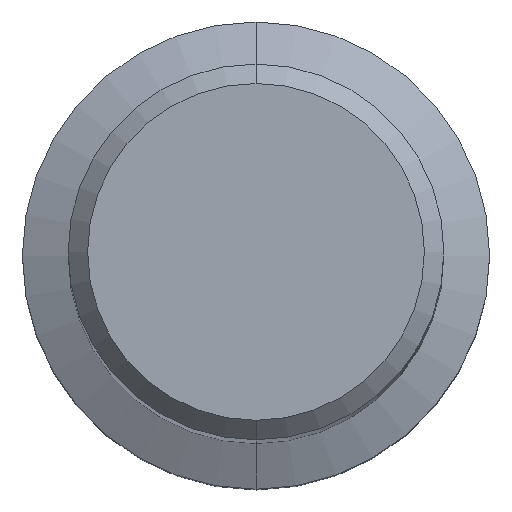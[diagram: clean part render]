
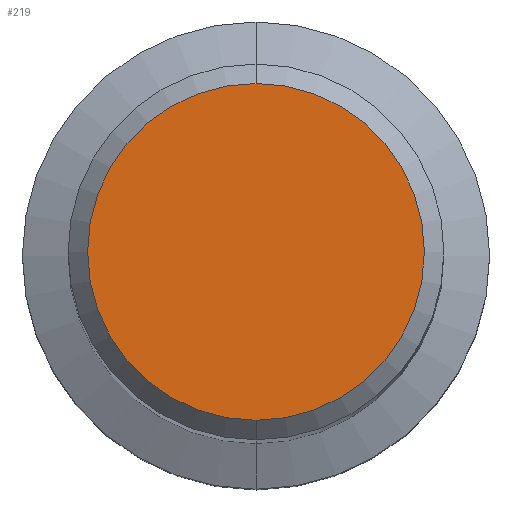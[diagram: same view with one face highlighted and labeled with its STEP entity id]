
A CAD part, top view. The second image highlights one B-rep face of the part: STEP entity #219.
In plain terms, the highlighted planar face has unit normal (0, 0, 1).
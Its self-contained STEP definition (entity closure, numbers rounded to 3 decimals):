
#219=ADVANCED_FACE('',(#576),#577,.T.);
#223=VERTEX_POINT('',#581);
#339=VERTEX_POINT('',#711);
#377=EDGE_CURVE('',#339,#223,#752,.T.);
#473=EDGE_CURVE('',#223,#339,#861,.T.);
#576=FACE_OUTER_BOUND('',#995,.T.);
#577=PLANE('',#996);
#581=CARTESIAN_POINT('',(0.,-8.65,0.0));
#711=CARTESIAN_POINT('',(0.0,8.65,0.0));
#752=CIRCLE('',#1288,8.65);
#861=CIRCLE('',#1536,8.65);
#995=EDGE_LOOP('',(#1740,#1741));
#996=AXIS2_PLACEMENT_3D('',#1742,#1743,#1744);
#1288=AXIS2_PLACEMENT_3D('',#1940,#1941,#1942);
#1536=AXIS2_PLACEMENT_3D('',#2088,#2089,#2090);
#1740=ORIENTED_EDGE('',*,*,#377,.F.);
#1741=ORIENTED_EDGE('',*,*,#473,.F.);
#1742=CARTESIAN_POINT('',(0.0,4.325,0.0));
#1743=DIRECTION('',(-0.0,0.0,1.0));
#1744=DIRECTION('',(0.0,-1.0,0.0));
#1940=CARTESIAN_POINT('',(0.0,0.0,0.0));
#1941=DIRECTION('',(0.0,0.0,-1.0));
#1942=DIRECTION('',(0.0,1.0,0.0));
#2088=CARTESIAN_POINT('',(0.0,0.0,0.0));
#2089=DIRECTION('',(0.0,0.0,-1.0));
#2090=DIRECTION('',(0.0,1.0,0.0));
